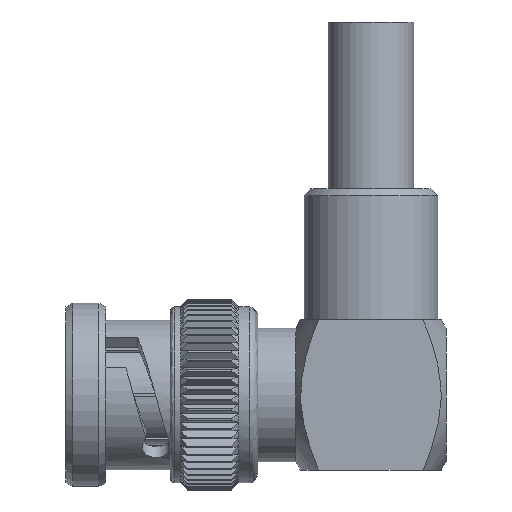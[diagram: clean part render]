
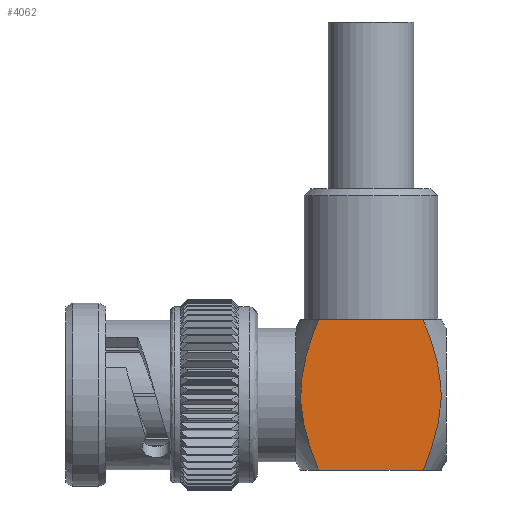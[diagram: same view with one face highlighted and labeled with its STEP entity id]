
A CAD part, front view. The second image highlights one B-rep face of the part: STEP entity #4062.
In plain terms, the highlighted planar face has unit normal (0, -1, 0).
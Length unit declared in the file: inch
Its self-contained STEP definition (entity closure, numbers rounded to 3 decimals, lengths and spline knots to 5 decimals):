
#327 = ORIENTED_EDGE ( 'NONE', *, *, #5869, .F. ) ;
#373 = CARTESIAN_POINT ( 'NONE',  ( 1.4622, -0.225, 0.03984 ) ) ;
#591 = CARTESIAN_POINT ( 'NONE',  ( 1.09498, -0.225, -0.225 ) ) ;
#864 = CARTESIAN_POINT ( 'NONE',  ( 1.0679, -0.225, 0.1523 ) ) ;
#1162 = DIRECTION ( 'NONE',  ( -1., 0., 0. ) ) ;
#1263 = CARTESIAN_POINT ( 'NONE',  ( 1.42322, -0.225, -0.18893 ) ) ;
#1451 = CARTESIAN_POINT ( 'NONE',  ( 1.45611, -0.225, 0.07776 ) ) ;
#1534 = VERTEX_POINT ( 'NONE', #3768 ) ;
#1804 = CARTESIAN_POINT ( 'NONE',  ( 1.0521, -0.225, -0.09569 ) ) ;
#1893 = VERTEX_POINT ( 'NONE', #591 ) ;
#2422 = CARTESIAN_POINT ( 'NONE',  ( 1.45538, -0.225, -0.07671 ) ) ;
#2957 = CARTESIAN_POINT ( 'NONE',  ( 1.04809, -0.225, -0.0767 ) ) ;
#3038 = VERTEX_POINT ( 'NONE', #9362 ) ;
#3478 = CARTESIAN_POINT ( 'NONE',  ( 1.45137, -0.225, -0.0957 ) ) ;
#3492 = ORIENTED_EDGE ( 'NONE', *, *, #10483, .F. ) ;
#3768 = CARTESIAN_POINT ( 'NONE',  ( 1.09498, -0.225, 0.225 ) ) ;
#4062 = ADVANCED_FACE ( 'NONE', ( #6904 ), #10376, .F. ) ;
#4596 = ORIENTED_EDGE ( 'NONE', *, *, #5317, .T. ) ;
#5317 = EDGE_CURVE ( 'NONE', #11281, #1534, #10177, .T. ) ;
#5352 = DIRECTION ( 'NONE',  ( -1., 0., 0. ) ) ;
#5689 = CARTESIAN_POINT ( 'NONE',  ( 1.44139, -0.225, 0.13374 ) ) ;
#5869 = EDGE_CURVE ( 'NONE', #1893, #1534, #11538, .T. ) ;
#5951 = AXIS2_PLACEMENT_3D ( 'NONE', #10331, #13448, #12483 ) ;
#6047 = VECTOR ( 'NONE', #1162, 39.37008 ) ;
#6144 = EDGE_CURVE ( 'NONE', #11281, #3038, #9852, .T. ) ;
#6616 = CARTESIAN_POINT ( 'NONE',  ( 1.4158, -0.225, 0.20709 ) ) ;
#6904 = FACE_OUTER_BOUND ( 'NONE', #11137, .T. ) ;
#7275 = CARTESIAN_POINT ( 'NONE',  ( 1.09498, -0.225, 0.225 ) ) ;
#7802 = CARTESIAN_POINT ( 'NONE',  ( 1.40849, -0.225, -0.225 ) ) ;
#8036 = VECTOR ( 'NONE', #5352, 39.37008 ) ;
#8784 = CARTESIAN_POINT ( 'NONE',  ( 1.46088, -0.225, -0.03819 ) ) ;
#9228 = CARTESIAN_POINT ( 'NONE',  ( 1.04127, -0.225, 0.03985 ) ) ;
#9261 = CARTESIAN_POINT ( 'NONE',  ( 1.09498, -0.225, -0.225 ) ) ;
#9362 = CARTESIAN_POINT ( 'NONE',  ( 1.40849, -0.225, -0.225 ) ) ;
#9399 = CARTESIAN_POINT ( 'NONE',  ( 1.06208, -0.225, 0.13374 ) ) ;
#9711 = ORIENTED_EDGE ( 'NONE', *, *, #6144, .F. ) ;
#9846 = CARTESIAN_POINT ( 'NONE',  ( 1.46235, -0.225, -0.01847 ) ) ;
#9852 = B_SPLINE_CURVE_WITH_KNOTS ( 'NONE', 3,
 ( #13052, #6616, #12001, #11873, #5689, #1451, #373, #9846, #8784, #2422, #3478, #12912, #1263, #7802 ),
 .UNSPECIFIED., .F., .F.,
 ( 4, 2, 2, 2, 2, 2, 4 ),
 ( 0.01485, 0.01632, 0.01779, 0.02073, 0.0222, 0.02367, 0.02661 ),
 .UNSPECIFIED. ) ;
#10177 = LINE ( 'NONE', #10606, #8036 ) ;
#10283 = CARTESIAN_POINT ( 'NONE',  ( 1.04736, -0.225, 0.07776 ) ) ;
#10331 = CARTESIAN_POINT ( 'NONE',  ( 1.47673, -0.225, 0.225 ) ) ;
#10376 = PLANE ( 'NONE',  #5951 ) ;
#10457 = CARTESIAN_POINT ( 'NONE',  ( 1.06685, -0.225, -0.15205 ) ) ;
#10483 = EDGE_CURVE ( 'NONE', #3038, #1893, #12308, .T. ) ;
#10606 = CARTESIAN_POINT ( 'NONE',  ( 1.47673, -0.225, 0.225 ) ) ;
#11137 = EDGE_LOOP ( 'NONE', ( #9711, #4596, #327, #3492 ) ) ;
#11281 = VERTEX_POINT ( 'NONE', #12940 ) ;
#11349 = CARTESIAN_POINT ( 'NONE',  ( 1.08025, -0.225, -0.18893 ) ) ;
#11538 = B_SPLINE_CURVE_WITH_KNOTS ( 'NONE', 3,
 ( #9261, #11349, #10457, #1804, #2957, #13538, #13496, #9228, #10283, #9399, #864, #13392, #13578, #7275 ),
 .UNSPECIFIED., .F., .F.,
 ( 4, 2, 2, 2, 2, 2, 4 ),
 ( 0.00629, 0.00926, 0.01074, 0.01222, 0.01519, 0.01667, 0.01815 ),
 .UNSPECIFIED. ) ;
#11591 = CARTESIAN_POINT ( 'NONE',  ( 1.47673, -0.225, -0.225 ) ) ;
#11873 = CARTESIAN_POINT ( 'NONE',  ( 1.43557, -0.225, 0.1523 ) ) ;
#12001 = CARTESIAN_POINT ( 'NONE',  ( 1.42276, -0.225, 0.18901 ) ) ;
#12308 = LINE ( 'NONE', #11591, #6047 ) ;
#12483 = DIRECTION ( 'NONE',  ( 0., 0., 1. ) ) ;
#12912 = CARTESIAN_POINT ( 'NONE',  ( 1.43662, -0.225, -0.15205 ) ) ;
#12940 = CARTESIAN_POINT ( 'NONE',  ( 1.40849, -0.225, 0.225 ) ) ;
#13052 = CARTESIAN_POINT ( 'NONE',  ( 1.40849, -0.225, 0.225 ) ) ;
#13392 = CARTESIAN_POINT ( 'NONE',  ( 1.08071, -0.225, 0.18901 ) ) ;
#13448 = DIRECTION ( 'NONE',  ( 0., 1., 0. ) ) ;
#13496 = CARTESIAN_POINT ( 'NONE',  ( 1.04112, -0.225, -0.01845 ) ) ;
#13538 = CARTESIAN_POINT ( 'NONE',  ( 1.04258, -0.225, -0.03818 ) ) ;
#13578 = CARTESIAN_POINT ( 'NONE',  ( 1.08767, -0.225, 0.20709 ) ) ;
